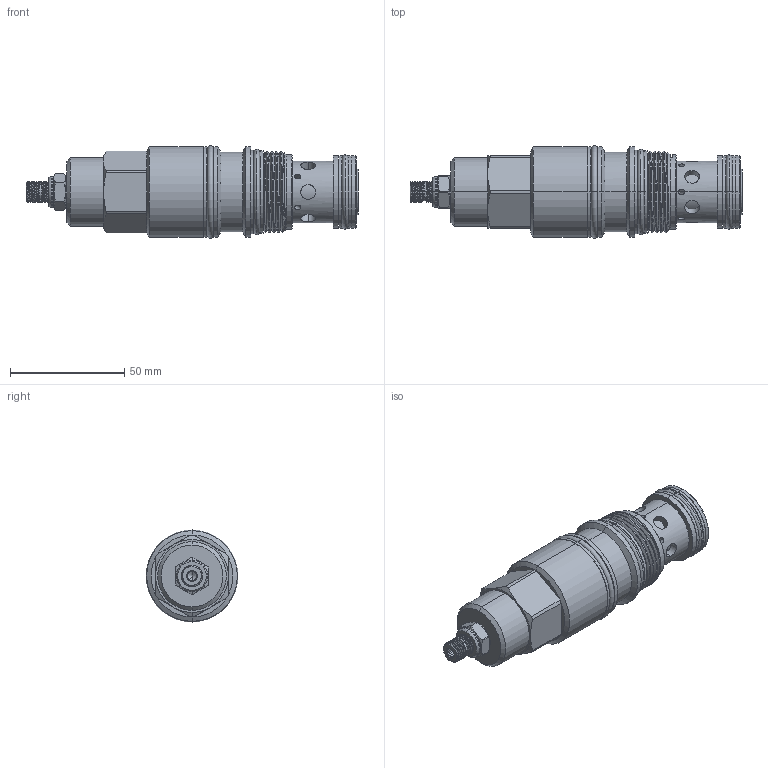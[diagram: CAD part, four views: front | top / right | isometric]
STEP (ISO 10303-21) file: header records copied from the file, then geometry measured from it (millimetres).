
FILE_DESCRIPTION (( 'STEP AP203' ), '1' );
FILE_NAME ('SC17A30-L.STEP', '2020-03-25T02:54:55', ( '' ), ( '' ), 'SwSTEP 2.0', 'SolidWorks 2018', '' );
FILE_SCHEMA (( 'CONFIG_CONTROL_DESIGN' ));
Length unit declared in the file: millimetre
Products named in the file (1): SC17A30-L
Bounding box: 145.1 x 40.39 x 40.39 mm (x, y, z)
Volume: 112896.9 mm3; surface area: 28445.4 mm2
Topology: 8 solids, 8 shells, 340 faces, 796 edges, 490 vertices
Faces by surface type: cylinder 169, plane 76, cone 53, torus 32, bspline 9, sphere 1
Entity records: 18244 total; most frequent: CARTESIAN_POINT 10640, ORIENTED_EDGE 1584, DIRECTION 1572, EDGE_CURVE 792, AXIS2_PLACEMENT_3D 655, VERTEX_POINT 489, EDGE_LOOP 381, FACE_OUTER_BOUND 340
